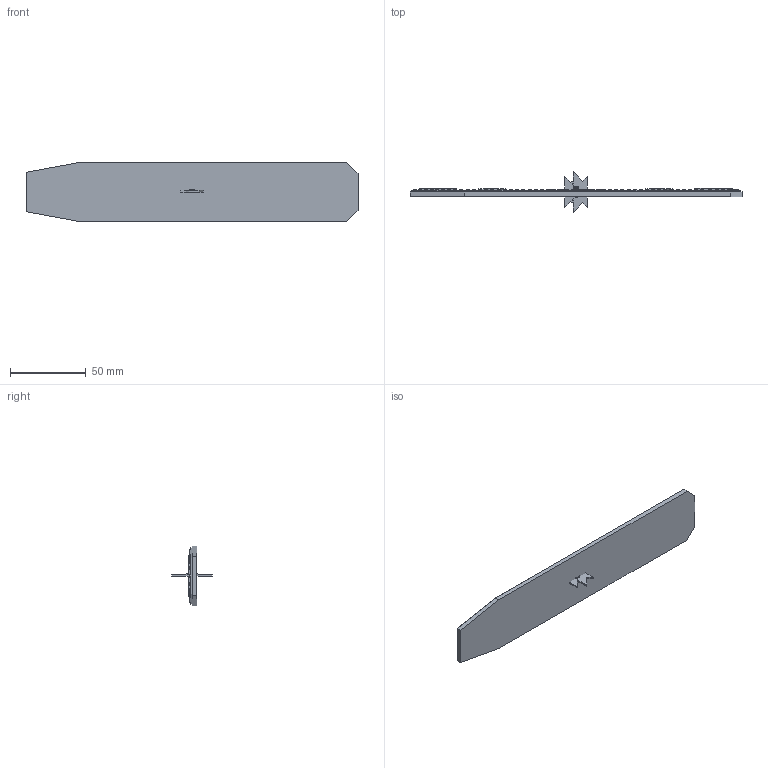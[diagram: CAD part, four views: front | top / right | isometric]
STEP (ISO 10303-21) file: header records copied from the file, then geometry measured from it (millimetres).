
FILE_DESCRIPTION(('TFLEX Exchange Step'),'2;1');
FILE_NAME(' броня лево.stp', '2022-04-27T00:02:53-21:00',('ilya'),('Unknown organisation'),'TFLEX Exchange 2022.0','T-FLEX CAD','Unknown authorisation');
FILE_SCHEMA( ('AUTOMOTIVE_DESIGN { 1 0 10303 214 1 1 1 1 }') );
Length unit declared in the file: millimetre
Products named in the file (15): 3D Узел_1; 3D Узел_2; 3D Узел_3; 3D Узел_4; 0; номер; лого 3д; норм заклепка; декор бок 6; декор бок 5; декор бок 3; декор бок 2; декор бок 1; бок броня лево
Assembly tree (204 placements, depth 3):
  бок броня лево
    0
      3D Узел_1
      3D Узел_2
      3D Узел_3
      3D Узел_4
    номер  x2
    лого 3д  x2
    декор бок 6
      норм заклепка  x29
    декор бок 5
      норм заклепка  x32
    декор бок 3
      норм заклепка  x34
    декор бок 3
      норм заклепка  x34
    декор бок 2
      норм заклепка  x32
    декор бок 1
      норм заклепка  x28
Bounding box: 218.84 x 26.79 x 39.28 mm (x, y, z)
Volume: 34658.6 mm3; surface area: 39969.2 mm2
Topology: 203 solids, 203 shells, 1926 faces, 4108 edges, 2616 vertices
Faces by surface type: plane 766, torus 760, cylinder 400
Entity records: 8427 total; most frequent: DIRECTION 1246, CARTESIAN_POINT 1134, ORIENTED_EDGE 896, EDGE_CURVE 448, VECTOR 418, LINE 418, AXIS2_PLACEMENT_3D 414, PRODUCT_DEFINITION_SHAPE 409
